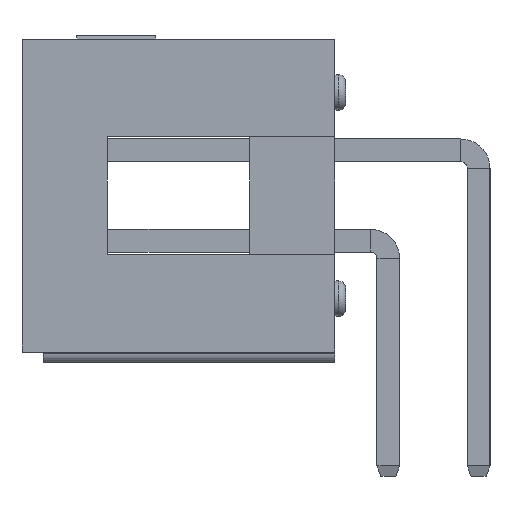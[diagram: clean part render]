
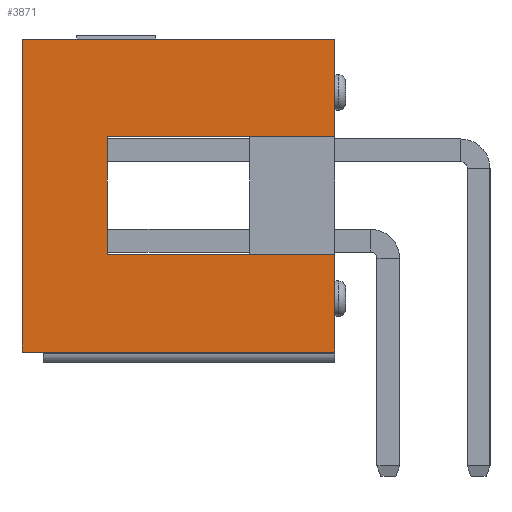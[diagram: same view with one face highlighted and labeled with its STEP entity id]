
A CAD part, left-side view. The second image highlights one B-rep face of the part: STEP entity #3871.
In plain terms, the highlighted planar face has unit normal (-1, 0, 0).
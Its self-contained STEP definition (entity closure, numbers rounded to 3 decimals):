
#43 = CARTESIAN_POINT ( 'NONE',  ( -13.91, 8.8, -8.8 ) ) ;
#45 = DIRECTION ( 'NONE',  ( 1., 0., 0. ) ) ;
#117 = CARTESIAN_POINT ( 'NONE',  ( -13.91, 0., -8.8 ) ) ;
#659 = CARTESIAN_POINT ( 'NONE',  ( -13.91, -46.33, -2.75 ) ) ;
#771 = LINE ( 'NONE', #12765, #9225 ) ;
#814 = VERTEX_POINT ( 'NONE', #5224 ) ;
#848 = ORIENTED_EDGE ( 'NONE', *, *, #1161, .F. ) ;
#1045 = ORIENTED_EDGE ( 'NONE', *, *, #3591, .F. ) ;
#1077 = VERTEX_POINT ( 'NONE', #7401 ) ;
#1161 = EDGE_CURVE ( 'NONE', #8523, #814, #4721, .T. ) ;
#1223 = PLANE ( 'NONE',  #2064 ) ;
#1378 = VERTEX_POINT ( 'NONE', #12009 ) ;
#1621 = LINE ( 'NONE', #8198, #1934 ) ;
#1934 = VECTOR ( 'NONE', #10340, 1000. ) ;
#2064 = AXIS2_PLACEMENT_3D ( 'NONE', #2208, #45, #7286 ) ;
#2208 = CARTESIAN_POINT ( 'NONE',  ( -13.91, -46.33, 0. ) ) ;
#2307 = CARTESIAN_POINT ( 'NONE',  ( -13.91, 8.8, -8.8 ) ) ;
#2537 = EDGE_CURVE ( 'NONE', #12724, #4909, #771, .T. ) ;
#2593 = LINE ( 'NONE', #659, #10742 ) ;
#2771 = CARTESIAN_POINT ( 'NONE',  ( -13.91, 0., 0. ) ) ;
#2839 = FACE_OUTER_BOUND ( 'NONE', #8569, .T. ) ;
#3580 = ORIENTED_EDGE ( 'NONE', *, *, #12780, .F. ) ;
#3591 = EDGE_CURVE ( 'NONE', #11064, #11649, #13412, .T. ) ;
#3871 = ADVANCED_FACE ( 'NONE', ( #2839 ), #1223, .F. ) ;
#3903 = EDGE_CURVE ( 'NONE', #4909, #1077, #5126, .T. ) ;
#4303 = DIRECTION ( 'NONE',  ( 0., 0., -1. ) ) ;
#4558 = VECTOR ( 'NONE', #7624, 1000. ) ;
#4721 = LINE ( 'NONE', #2307, #4558 ) ;
#4826 = ORIENTED_EDGE ( 'NONE', *, *, #12642, .F. ) ;
#4831 = CARTESIAN_POINT ( 'NONE',  ( -13.91, 8.8, 0. ) ) ;
#4909 = VERTEX_POINT ( 'NONE', #11739 ) ;
#5126 = LINE ( 'NONE', #5298, #8892 ) ;
#5224 = CARTESIAN_POINT ( 'NONE',  ( -13.91, 8.8, -8.8 ) ) ;
#5298 = CARTESIAN_POINT ( 'NONE',  ( -13.91, -46.33, -6.05 ) ) ;
#5299 = CARTESIAN_POINT ( 'NONE',  ( -13.91, 0., -2.75 ) ) ;
#5350 = DIRECTION ( 'NONE',  ( 0., -1., 0. ) ) ;
#5829 = CARTESIAN_POINT ( 'NONE',  ( -13.91, -46.33, 0. ) ) ;
#5915 = DIRECTION ( 'NONE',  ( 0., 1., 0. ) ) ;
#6106 = EDGE_CURVE ( 'NONE', #814, #11064, #11578, .T. ) ;
#6653 = DIRECTION ( 'NONE',  ( 0., 0., -1. ) ) ;
#6759 = VECTOR ( 'NONE', #12106, 1000. ) ;
#7005 = VECTOR ( 'NONE', #4303, 1000. ) ;
#7177 = VECTOR ( 'NONE', #11321, 1000. ) ;
#7286 = DIRECTION ( 'NONE',  ( 0., 0., -1. ) ) ;
#7364 = ORIENTED_EDGE ( 'NONE', *, *, #3903, .F. ) ;
#7401 = CARTESIAN_POINT ( 'NONE',  ( -13.91, 0., -6.05 ) ) ;
#7546 = ORIENTED_EDGE ( 'NONE', *, *, #11386, .F. ) ;
#7624 = DIRECTION ( 'NONE',  ( 0., 1., 0. ) ) ;
#8198 = CARTESIAN_POINT ( 'NONE',  ( -13.91, 0., -2.75 ) ) ;
#8256 = ORIENTED_EDGE ( 'NONE', *, *, #2537, .F. ) ;
#8523 = VERTEX_POINT ( 'NONE', #117 ) ;
#8569 = EDGE_LOOP ( 'NONE', ( #3580, #7364, #8256, #4826, #7546, #1045, #12405, #848 ) ) ;
#8827 = LINE ( 'NONE', #5299, #7005 ) ;
#8892 = VECTOR ( 'NONE', #5350, 1000. ) ;
#8933 = CARTESIAN_POINT ( 'NONE',  ( -13.91, 6.4, -2.75 ) ) ;
#9225 = VECTOR ( 'NONE', #6653, 1000. ) ;
#10340 = DIRECTION ( 'NONE',  ( 0., 0., -1. ) ) ;
#10742 = VECTOR ( 'NONE', #5915, 1000. ) ;
#11064 = VERTEX_POINT ( 'NONE', #4831 ) ;
#11321 = DIRECTION ( 'NONE',  ( 0., 0., 1. ) ) ;
#11386 = EDGE_CURVE ( 'NONE', #11649, #1378, #8827, .T. ) ;
#11578 = LINE ( 'NONE', #43, #7177 ) ;
#11649 = VERTEX_POINT ( 'NONE', #2771 ) ;
#11739 = CARTESIAN_POINT ( 'NONE',  ( -13.91, 6.4, -6.05 ) ) ;
#12009 = CARTESIAN_POINT ( 'NONE',  ( -13.91, 0., -2.75 ) ) ;
#12106 = DIRECTION ( 'NONE',  ( 0., -1., 0. ) ) ;
#12405 = ORIENTED_EDGE ( 'NONE', *, *, #6106, .F. ) ;
#12642 = EDGE_CURVE ( 'NONE', #1378, #12724, #2593, .T. ) ;
#12724 = VERTEX_POINT ( 'NONE', #8933 ) ;
#12765 = CARTESIAN_POINT ( 'NONE',  ( -13.91, 6.4, 0. ) ) ;
#12780 = EDGE_CURVE ( 'NONE', #1077, #8523, #1621, .T. ) ;
#13412 = LINE ( 'NONE', #5829, #6759 ) ;
